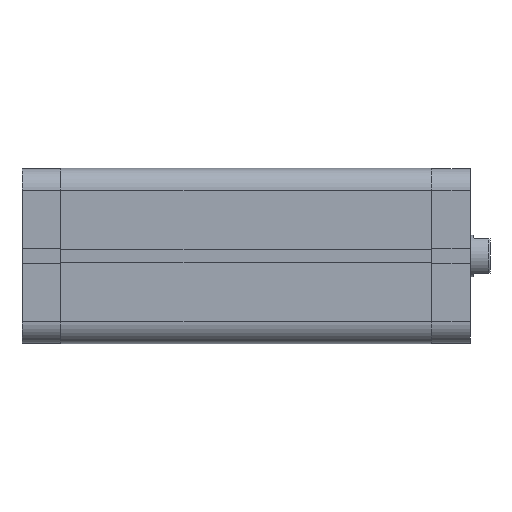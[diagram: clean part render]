
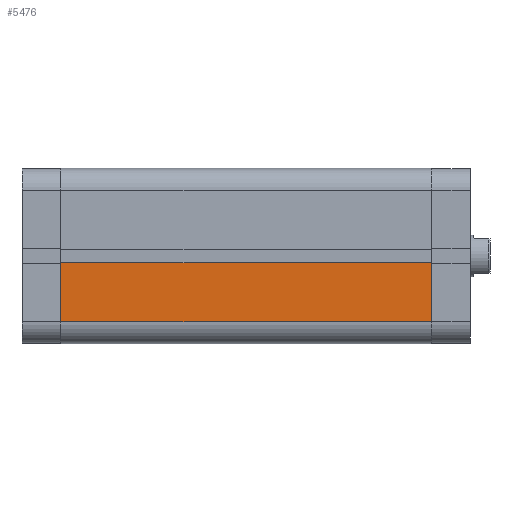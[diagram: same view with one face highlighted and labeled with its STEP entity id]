
A CAD part, front view. The second image highlights one B-rep face of the part: STEP entity #5476.
In plain terms, the highlighted planar face has unit normal (0, -1, 0).
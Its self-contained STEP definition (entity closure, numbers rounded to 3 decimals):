
#157 = VERTEX_POINT ( 'NONE', #489 ) ;
#168 = VERTEX_POINT ( 'NONE', #500 ) ;
#169 = VERTEX_POINT ( 'NONE', #501 ) ;
#316 = VERTEX_POINT ( 'NONE', #648 ) ;
#489 = CARTESIAN_POINT ( 'NONE',  ( -2.6, -33.5, 141.5 ) ) ;
#500 = CARTESIAN_POINT ( 'NONE',  ( -25., -33.5, 141.5 ) ) ;
#501 = CARTESIAN_POINT ( 'NONE',  ( -25., -33.5, 0. ) ) ;
#648 = CARTESIAN_POINT ( 'NONE',  ( -2.6, -33.5, 0. ) ) ;
#2109 = CARTESIAN_POINT ( 'NONE',  ( 0., -33.5, 141.5 ) ) ;
#2110 = PLANE ( 'NONE',  #4078 ) ;
#2112 = DIRECTION ( 'NONE',  ( 0., 1., 0. ) ) ;
#2113 = DIRECTION ( 'NONE',  ( 0., 0., 1. ) ) ;
#2596 = FACE_OUTER_BOUND ( 'NONE', #2874, .T. ) ;
#2874 = EDGE_LOOP ( 'NONE', ( #3171, #3170, #3169, #3168 ) ) ;
#3168 = ORIENTED_EDGE ( 'NONE', *, *, #3658, .T. ) ;
#3169 = ORIENTED_EDGE ( 'NONE', *, *, #3657, .F. ) ;
#3170 = ORIENTED_EDGE ( 'NONE', *, *, #3661, .F. ) ;
#3171 = ORIENTED_EDGE ( 'NONE', *, *, #3662, .T. ) ;
#3657 = EDGE_CURVE ( 'NONE', #168, #157, #4966, .T. ) ;
#3658 = EDGE_CURVE ( 'NONE', #168, #169, #4968, .T. ) ;
#3661 = EDGE_CURVE ( 'NONE', #157, #316, #4974, .T. ) ;
#3662 = EDGE_CURVE ( 'NONE', #169, #316, #4972, .T. ) ;
#4078 = AXIS2_PLACEMENT_3D ( 'NONE', #2109, #2112, #2113 ) ;
#4966 = LINE ( 'NONE', #6564, #4967 ) ;
#4967 = VECTOR ( 'NONE', #6565, 1000. ) ;
#4968 = LINE ( 'NONE', #6567, #4969 ) ;
#4969 = VECTOR ( 'NONE', #6568, 1000. ) ;
#4972 = LINE ( 'NONE', #6566, #4976 ) ;
#4974 = LINE ( 'NONE', #6574, #4975 ) ;
#4975 = VECTOR ( 'NONE', #6575, 1000. ) ;
#4976 = VECTOR ( 'NONE', #6577, 1000. ) ;
#5476 = ADVANCED_FACE ( 'NONE', ( #2596 ), #2110, .F. ) ;
#6564 = CARTESIAN_POINT ( 'NONE',  ( 0., -33.5, 141.5 ) ) ;
#6565 = DIRECTION ( 'NONE',  ( 1., 0., 0. ) ) ;
#6566 = CARTESIAN_POINT ( 'NONE',  ( 0., -33.5, 0. ) ) ;
#6567 = CARTESIAN_POINT ( 'NONE',  ( -25., -33.5, 141.5 ) ) ;
#6568 = DIRECTION ( 'NONE',  ( 0., 0., -1. ) ) ;
#6574 = CARTESIAN_POINT ( 'NONE',  ( -2.6, -33.5, 141.5 ) ) ;
#6575 = DIRECTION ( 'NONE',  ( 0., 0., -1. ) ) ;
#6577 = DIRECTION ( 'NONE',  ( 1., 0., 0. ) ) ;
